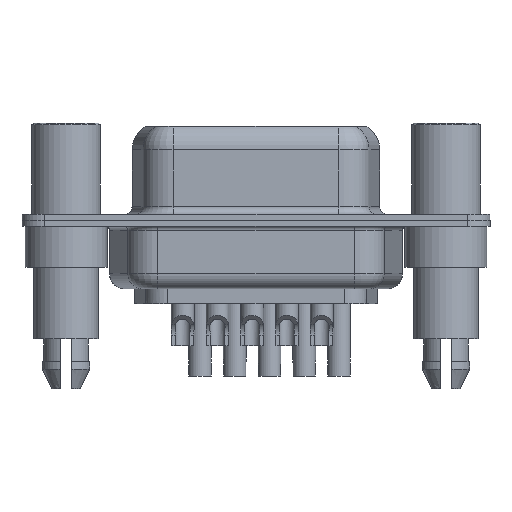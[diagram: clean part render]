
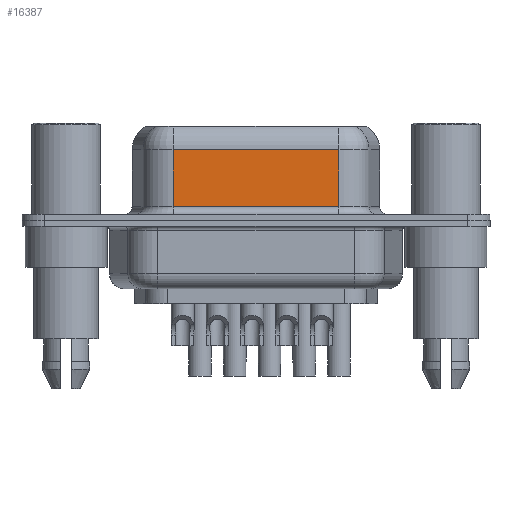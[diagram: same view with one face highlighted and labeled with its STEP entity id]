
A CAD part, front view. The second image highlights one B-rep face of the part: STEP entity #16387.
In plain terms, the highlighted planar face has unit normal (0, -1, 0).
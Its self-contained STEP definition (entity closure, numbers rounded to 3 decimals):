
#356 = VECTOR ( 'NONE', #15725, 1000. ) ;
#1040 = FACE_OUTER_BOUND ( 'NONE', #3300, .T. ) ;
#1144 = ORIENTED_EDGE ( 'NONE', *, *, #17217, .T. ) ;
#2556 = PLANE ( 'NONE',  #18018 ) ;
#2569 = VERTEX_POINT ( 'NONE', #10038 ) ;
#2756 = DIRECTION ( 'NONE',  ( 0., 1., 0. ) ) ;
#3132 = CARTESIAN_POINT ( 'NONE',  ( 17.962, -3.95, 6.4 ) ) ;
#3300 = EDGE_LOOP ( 'NONE', ( #4833, #12402, #10063, #1144 ) ) ;
#3880 = LINE ( 'NONE', #19348, #13962 ) ;
#3903 = CARTESIAN_POINT ( 'NONE',  ( 17.962, -3.95, 0.9 ) ) ;
#4833 = ORIENTED_EDGE ( 'NONE', *, *, #7970, .F. ) ;
#4859 = VERTEX_POINT ( 'NONE', #18732 ) ;
#5623 = LINE ( 'NONE', #3903, #12800 ) ;
#6391 = LINE ( 'NONE', #3132, #19779 ) ;
#7049 = DIRECTION ( 'NONE',  ( -1., 0., 0. ) ) ;
#7970 = EDGE_CURVE ( 'NONE', #4859, #16879, #6391, .T. ) ;
#8992 = DIRECTION ( 'NONE',  ( 0., 0., 1. ) ) ;
#9461 = CARTESIAN_POINT ( 'NONE',  ( 7.038, -3.95, 6.4 ) ) ;
#10038 = CARTESIAN_POINT ( 'NONE',  ( 7.038, -3.95, 0.9 ) ) ;
#10063 = ORIENTED_EDGE ( 'NONE', *, *, #14486, .T. ) ;
#10230 = DIRECTION ( 'NONE',  ( 1., 0., 0. ) ) ;
#10531 = CARTESIAN_POINT ( 'NONE',  ( 17.962, -3.95, 6.4 ) ) ;
#12402 = ORIENTED_EDGE ( 'NONE', *, *, #19203, .T. ) ;
#12800 = VECTOR ( 'NONE', #10230, 1000. ) ;
#13086 = VERTEX_POINT ( 'NONE', #18391 ) ;
#13962 = VECTOR ( 'NONE', #7049, 1000. ) ;
#14087 = LINE ( 'NONE', #9461, #356 ) ;
#14486 = EDGE_CURVE ( 'NONE', #13086, #2569, #14087, .T. ) ;
#15613 = DIRECTION ( 'NONE',  ( 0., 0., -1. ) ) ;
#15725 = DIRECTION ( 'NONE',  ( 0., 0., -1. ) ) ;
#16387 = ADVANCED_FACE ( 'NONE', ( #1040 ), #2556, .F. ) ;
#16625 = CARTESIAN_POINT ( 'NONE',  ( 17.962, -3.95, 0.9 ) ) ;
#16879 = VERTEX_POINT ( 'NONE', #16625 ) ;
#17217 = EDGE_CURVE ( 'NONE', #2569, #16879, #5623, .T. ) ;
#18018 = AXIS2_PLACEMENT_3D ( 'NONE', #10531, #2756, #8992 ) ;
#18391 = CARTESIAN_POINT ( 'NONE',  ( 7.038, -3.95, 4.65 ) ) ;
#18732 = CARTESIAN_POINT ( 'NONE',  ( 17.962, -3.95, 4.65 ) ) ;
#19203 = EDGE_CURVE ( 'NONE', #4859, #13086, #3880, .T. ) ;
#19348 = CARTESIAN_POINT ( 'NONE',  ( 17.962, -3.95, 4.65 ) ) ;
#19779 = VECTOR ( 'NONE', #15613, 1000. ) ;
